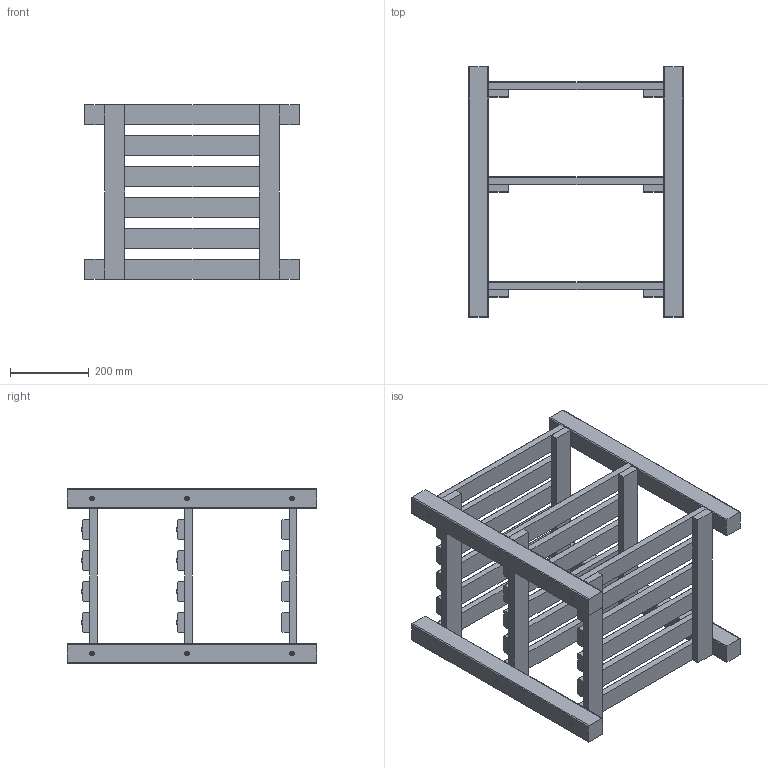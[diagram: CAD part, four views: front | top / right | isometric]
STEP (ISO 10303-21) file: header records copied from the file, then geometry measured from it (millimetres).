
FILE_DESCRIPTION(('FreeCAD Model'),'2;1');
FILE_NAME('Open CASCADE Shape Model','2025-05-01T01:06:23',('FreeCAD'),( 'FreeCAD'),'Open CASCADE STEP processor 7.6','FreeCAD','Unknown');
FILE_SCHEMA(('AUTOMOTIVE_DESIGN { 1 0 10303 214 1 1 1 1 }'));
Products named in the file (1): Open CASCADE STEP translator 7.6 1
Bounding box: 547.58 x 635.43 x 444.8 mm (x, y, z)
Volume: 16842726 mm3; surface area: 2097073.6 mm2
Topology: 76 solids, 76 shells, 2176 faces, 5700 edges, 3676 vertices
Faces by surface type: bspline 2176
Entity records: 76508 total; most frequent: CARTESIAN_POINT 44929, ORIENTED_EDGE 11304, EDGE_CURVE 5652, VERTEX_POINT 3676, B_SPLINE_CURVE_WITH_KNOTS 2992, FACE_BOUND 2320, EDGE_LOOP 2320, ADVANCED_FACE 2176
